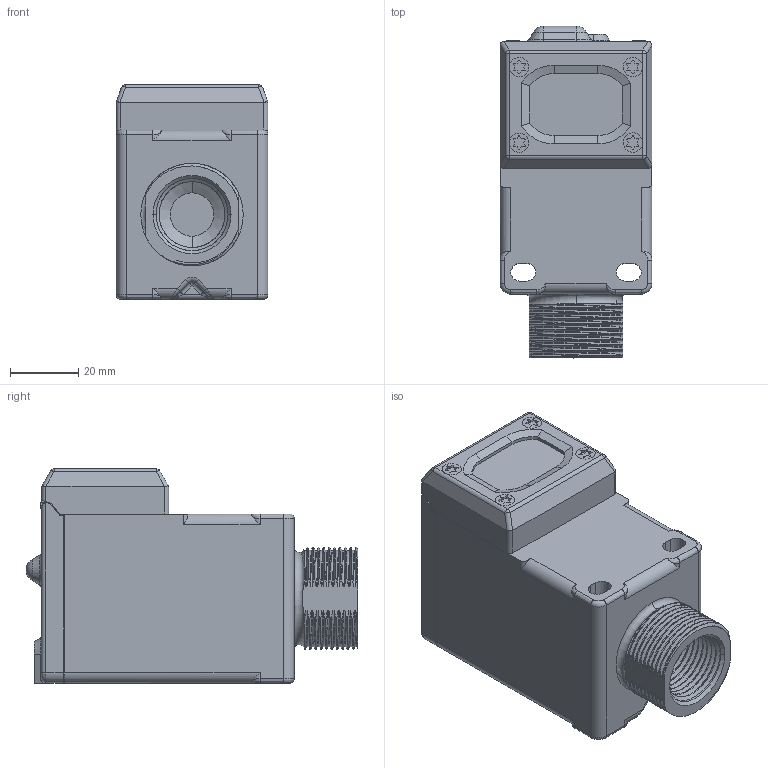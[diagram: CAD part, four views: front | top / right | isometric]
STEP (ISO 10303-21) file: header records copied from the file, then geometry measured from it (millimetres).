
FILE_DESCRIPTION((''),'2;1');
FILE_NAME('165753_SW','2012-07-20T',('banengservice'),('BANNER ENGINEERING'),'PRO/ENGINEER BY PARAMETRIC TECHNOLOGY CORPORATION, 2009141','PRO/ENGINEER BY PARAMETRIC TECHNOLOGY CORPORATION, 2009141','');
FILE_SCHEMA(('CONFIG_CONTROL_DESIGN'));
Length unit declared in the file: inch
Products named in the file (1): 165753_SW
Bounding box: 44.45 x 97.08 x 62.66 mm (x, y, z)
Volume: 75248 mm3; surface area: 49940.6 mm2
Topology: 2 solids, 2 shells, 953 faces, 2490 edges, 1536 vertices
Faces by surface type: plane 354, cylinder 322, bspline 122, cone 62, torus 56, sphere 37
Entity records: 45174 total; most frequent: CARTESIAN_POINT 22608, ORIENTED_EDGE 4952, DIRECTION 4344, EDGE_CURVE 2476, VERTEX_POINT 1536, AXIS2_PLACEMENT_3D 1470, VECTOR 1404, LINE 1404
